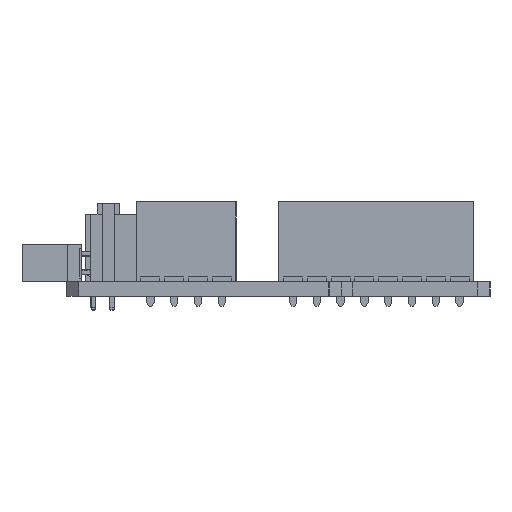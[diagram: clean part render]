
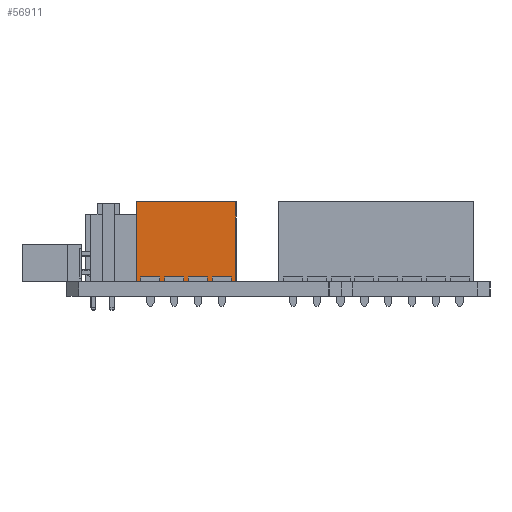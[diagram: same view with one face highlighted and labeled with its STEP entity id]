
A CAD part, left-side view. The second image highlights one B-rep face of the part: STEP entity #56911.
In plain terms, the highlighted face is planar.
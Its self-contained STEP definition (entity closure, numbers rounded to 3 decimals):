
#56911 = ADVANCED_FACE('',(#56912),#57074,.F.);
#56912 = FACE_BOUND('',#56913,.T.);
#56913 = EDGE_LOOP('',(#56914,#56924,#56932,#56940,#56948,#56956,#56964,
    #56972,#56980,#56988,#56996,#57004,#57012,#57020,#57028,#57036,
    #57044,#57052,#57060,#57068));
#56914 = ORIENTED_EDGE('',*,*,#56915,.F.);
#56915 = EDGE_CURVE('',#56916,#56918,#56920,.T.);
#56916 = VERTEX_POINT('',#56917);
#56917 = CARTESIAN_POINT('',(4.826,0.,2.477));
#56918 = VERTEX_POINT('',#56919);
#56919 = CARTESIAN_POINT('',(4.826,0.508,2.477));
#56920 = LINE('',#56921,#56922);
#56921 = CARTESIAN_POINT('',(4.826,8.509,2.477));
#56922 = VECTOR('',#56923,1.);
#56923 = DIRECTION('',(0.,1.,0.));
#56924 = ORIENTED_EDGE('',*,*,#56925,.T.);
#56925 = EDGE_CURVE('',#56916,#56926,#56928,.T.);
#56926 = VERTEX_POINT('',#56927);
#56927 = CARTESIAN_POINT('',(5.334,0.,2.477));
#56928 = LINE('',#56929,#56930);
#56929 = CARTESIAN_POINT('',(-5.334,0.,2.477));
#56930 = VECTOR('',#56931,1.);
#56931 = DIRECTION('',(1.,0.,0.));
#56932 = ORIENTED_EDGE('',*,*,#56933,.F.);
#56933 = EDGE_CURVE('',#56934,#56926,#56936,.T.);
#56934 = VERTEX_POINT('',#56935);
#56935 = CARTESIAN_POINT('',(5.334,8.509,2.477));
#56936 = LINE('',#56937,#56938);
#56937 = CARTESIAN_POINT('',(5.334,8.509,2.477));
#56938 = VECTOR('',#56939,1.);
#56939 = DIRECTION('',(0.,-1.,0.));
#56940 = ORIENTED_EDGE('',*,*,#56941,.F.);
#56941 = EDGE_CURVE('',#56942,#56934,#56944,.T.);
#56942 = VERTEX_POINT('',#56943);
#56943 = CARTESIAN_POINT('',(-5.334,8.509,2.477));
#56944 = LINE('',#56945,#56946);
#56945 = CARTESIAN_POINT('',(-5.334,8.509,2.477));
#56946 = VECTOR('',#56947,1.);
#56947 = DIRECTION('',(1.,0.,0.));
#56948 = ORIENTED_EDGE('',*,*,#56949,.T.);
#56949 = EDGE_CURVE('',#56942,#56950,#56952,.T.);
#56950 = VERTEX_POINT('',#56951);
#56951 = CARTESIAN_POINT('',(-5.334,0.,2.477));
#56952 = LINE('',#56953,#56954);
#56953 = CARTESIAN_POINT('',(-5.334,8.509,2.477));
#56954 = VECTOR('',#56955,1.);
#56955 = DIRECTION('',(0.,-1.,0.));
#56956 = ORIENTED_EDGE('',*,*,#56957,.T.);
#56957 = EDGE_CURVE('',#56950,#56958,#56960,.T.);
#56958 = VERTEX_POINT('',#56959);
#56959 = CARTESIAN_POINT('',(-4.826,0.,2.477));
#56960 = LINE('',#56961,#56962);
#56961 = CARTESIAN_POINT('',(-5.334,0.,2.477));
#56962 = VECTOR('',#56963,1.);
#56963 = DIRECTION('',(1.,0.,0.));
#56964 = ORIENTED_EDGE('',*,*,#56965,.F.);
#56965 = EDGE_CURVE('',#56966,#56958,#56968,.T.);
#56966 = VERTEX_POINT('',#56967);
#56967 = CARTESIAN_POINT('',(-4.826,0.508,2.477));
#56968 = LINE('',#56969,#56970);
#56969 = CARTESIAN_POINT('',(-4.826,8.509,2.477));
#56970 = VECTOR('',#56971,1.);
#56971 = DIRECTION('',(0.,-1.,0.));
#56972 = ORIENTED_EDGE('',*,*,#56973,.F.);
#56973 = EDGE_CURVE('',#56974,#56966,#56976,.T.);
#56974 = VERTEX_POINT('',#56975);
#56975 = CARTESIAN_POINT('',(-2.794,0.508,2.477));
#56976 = LINE('',#56977,#56978);
#56977 = CARTESIAN_POINT('',(-5.334,0.508,2.477));
#56978 = VECTOR('',#56979,1.);
#56979 = DIRECTION('',(-1.,0.,0.));
#56980 = ORIENTED_EDGE('',*,*,#56981,.F.);
#56981 = EDGE_CURVE('',#56982,#56974,#56984,.T.);
#56982 = VERTEX_POINT('',#56983);
#56983 = CARTESIAN_POINT('',(-2.794,0.,2.477));
#56984 = LINE('',#56985,#56986);
#56985 = CARTESIAN_POINT('',(-2.794,8.509,2.477));
#56986 = VECTOR('',#56987,1.);
#56987 = DIRECTION('',(0.,1.,0.));
#56988 = ORIENTED_EDGE('',*,*,#56989,.T.);
#56989 = EDGE_CURVE('',#56982,#56990,#56992,.T.);
#56990 = VERTEX_POINT('',#56991);
#56991 = CARTESIAN_POINT('',(-2.286,0.,2.477));
#56992 = LINE('',#56993,#56994);
#56993 = CARTESIAN_POINT('',(-5.334,0.,2.477));
#56994 = VECTOR('',#56995,1.);
#56995 = DIRECTION('',(1.,0.,0.));
#56996 = ORIENTED_EDGE('',*,*,#56997,.F.);
#56997 = EDGE_CURVE('',#56998,#56990,#57000,.T.);
#56998 = VERTEX_POINT('',#56999);
#56999 = CARTESIAN_POINT('',(-2.286,0.508,2.477));
#57000 = LINE('',#57001,#57002);
#57001 = CARTESIAN_POINT('',(-2.286,8.509,2.477));
#57002 = VECTOR('',#57003,1.);
#57003 = DIRECTION('',(0.,-1.,0.));
#57004 = ORIENTED_EDGE('',*,*,#57005,.F.);
#57005 = EDGE_CURVE('',#57006,#56998,#57008,.T.);
#57006 = VERTEX_POINT('',#57007);
#57007 = CARTESIAN_POINT('',(-0.254,0.508,2.477));
#57008 = LINE('',#57009,#57010);
#57009 = CARTESIAN_POINT('',(-5.334,0.508,2.477));
#57010 = VECTOR('',#57011,1.);
#57011 = DIRECTION('',(-1.,0.,0.));
#57012 = ORIENTED_EDGE('',*,*,#57013,.F.);
#57013 = EDGE_CURVE('',#57014,#57006,#57016,.T.);
#57014 = VERTEX_POINT('',#57015);
#57015 = CARTESIAN_POINT('',(-0.254,0.,2.477));
#57016 = LINE('',#57017,#57018);
#57017 = CARTESIAN_POINT('',(-0.254,8.509,2.477));
#57018 = VECTOR('',#57019,1.);
#57019 = DIRECTION('',(0.,1.,0.));
#57020 = ORIENTED_EDGE('',*,*,#57021,.T.);
#57021 = EDGE_CURVE('',#57014,#57022,#57024,.T.);
#57022 = VERTEX_POINT('',#57023);
#57023 = CARTESIAN_POINT('',(0.254,0.,2.477));
#57024 = LINE('',#57025,#57026);
#57025 = CARTESIAN_POINT('',(-5.334,0.,2.477));
#57026 = VECTOR('',#57027,1.);
#57027 = DIRECTION('',(1.,0.,0.));
#57028 = ORIENTED_EDGE('',*,*,#57029,.F.);
#57029 = EDGE_CURVE('',#57030,#57022,#57032,.T.);
#57030 = VERTEX_POINT('',#57031);
#57031 = CARTESIAN_POINT('',(0.254,0.508,2.477));
#57032 = LINE('',#57033,#57034);
#57033 = CARTESIAN_POINT('',(0.254,8.509,2.477));
#57034 = VECTOR('',#57035,1.);
#57035 = DIRECTION('',(0.,-1.,0.));
#57036 = ORIENTED_EDGE('',*,*,#57037,.F.);
#57037 = EDGE_CURVE('',#57038,#57030,#57040,.T.);
#57038 = VERTEX_POINT('',#57039);
#57039 = CARTESIAN_POINT('',(2.286,0.508,2.477));
#57040 = LINE('',#57041,#57042);
#57041 = CARTESIAN_POINT('',(-5.334,0.508,2.477));
#57042 = VECTOR('',#57043,1.);
#57043 = DIRECTION('',(-1.,0.,0.));
#57044 = ORIENTED_EDGE('',*,*,#57045,.F.);
#57045 = EDGE_CURVE('',#57046,#57038,#57048,.T.);
#57046 = VERTEX_POINT('',#57047);
#57047 = CARTESIAN_POINT('',(2.286,0.,2.477));
#57048 = LINE('',#57049,#57050);
#57049 = CARTESIAN_POINT('',(2.286,8.509,2.477));
#57050 = VECTOR('',#57051,1.);
#57051 = DIRECTION('',(0.,1.,0.));
#57052 = ORIENTED_EDGE('',*,*,#57053,.T.);
#57053 = EDGE_CURVE('',#57046,#57054,#57056,.T.);
#57054 = VERTEX_POINT('',#57055);
#57055 = CARTESIAN_POINT('',(2.794,0.,2.477));
#57056 = LINE('',#57057,#57058);
#57057 = CARTESIAN_POINT('',(-5.334,0.,2.477));
#57058 = VECTOR('',#57059,1.);
#57059 = DIRECTION('',(1.,0.,0.));
#57060 = ORIENTED_EDGE('',*,*,#57061,.F.);
#57061 = EDGE_CURVE('',#57062,#57054,#57064,.T.);
#57062 = VERTEX_POINT('',#57063);
#57063 = CARTESIAN_POINT('',(2.794,0.508,2.477));
#57064 = LINE('',#57065,#57066);
#57065 = CARTESIAN_POINT('',(2.794,8.509,2.477));
#57066 = VECTOR('',#57067,1.);
#57067 = DIRECTION('',(0.,-1.,0.));
#57068 = ORIENTED_EDGE('',*,*,#57069,.F.);
#57069 = EDGE_CURVE('',#56918,#57062,#57070,.T.);
#57070 = LINE('',#57071,#57072);
#57071 = CARTESIAN_POINT('',(-5.334,0.508,2.477));
#57072 = VECTOR('',#57073,1.);
#57073 = DIRECTION('',(-1.,0.,0.));
#57074 = PLANE('',#57075);
#57075 = AXIS2_PLACEMENT_3D('',#57076,#57077,#57078);
#57076 = CARTESIAN_POINT('',(-5.334,8.509,2.477));
#57077 = DIRECTION('',(0.,0.,-1.));
#57078 = DIRECTION('',(-1.,0.,0.));
